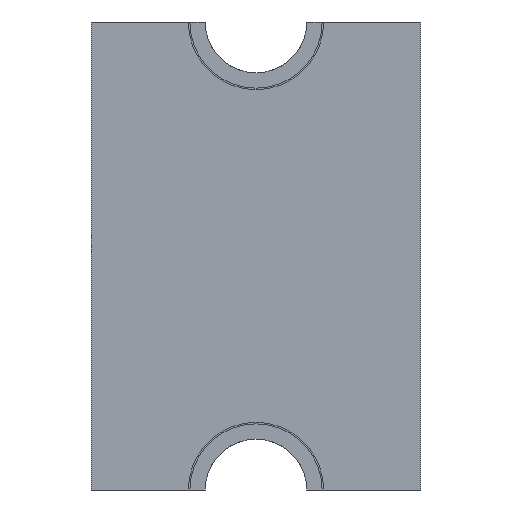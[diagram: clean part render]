
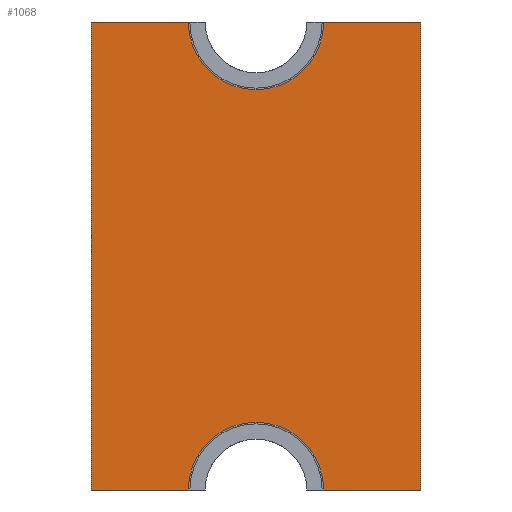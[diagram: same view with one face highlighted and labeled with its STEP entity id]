
A CAD part, front view. The second image highlights one B-rep face of the part: STEP entity #1068.
In plain terms, the highlighted planar face has unit normal (0, -1, 0).
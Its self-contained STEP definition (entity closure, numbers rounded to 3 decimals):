
#16 = PLANE ( 'NONE',  #157 ) ;
#22 = DIRECTION ( 'NONE',  ( 0., 0., 1. ) ) ;
#28 = ORIENTED_EDGE ( 'NONE', *, *, #536, .F. ) ;
#32 = VERTEX_POINT ( 'NONE', #599 ) ;
#37 = CARTESIAN_POINT ( 'NONE',  ( 1.62, 0., 0. ) ) ;
#51 = VECTOR ( 'NONE', #327, 1000. ) ;
#60 = CARTESIAN_POINT ( 'NONE',  ( 0.665, 0., -2.3 ) ) ;
#67 = VERTEX_POINT ( 'NONE', #1241 ) ;
#75 = CARTESIAN_POINT ( 'NONE',  ( -0.665, 0., -2.3 ) ) ;
#119 = CIRCLE ( 'NONE', #579, 0.665 ) ;
#120 = CARTESIAN_POINT ( 'NONE',  ( 0., 0., 2.3 ) ) ;
#141 = DIRECTION ( 'NONE',  ( 0., -1., 0. ) ) ;
#157 = AXIS2_PLACEMENT_3D ( 'NONE', #1090, #611, #22 ) ;
#171 = VERTEX_POINT ( 'NONE', #75 ) ;
#176 = EDGE_CURVE ( 'NONE', #602, #199, #119, .T. ) ;
#199 = VERTEX_POINT ( 'NONE', #553 ) ;
#204 = VERTEX_POINT ( 'NONE', #1133 ) ;
#206 = ORIENTED_EDGE ( 'NONE', *, *, #1172, .F. ) ;
#232 = CARTESIAN_POINT ( 'NONE',  ( -0.665, 0., 2.3 ) ) ;
#297 = VERTEX_POINT ( 'NONE', #1209 ) ;
#311 = VERTEX_POINT ( 'NONE', #524 ) ;
#312 = LINE ( 'NONE', #712, #51 ) ;
#315 = DIRECTION ( 'NONE',  ( 1., 0., 0. ) ) ;
#327 = DIRECTION ( 'NONE',  ( -1., 0., 0. ) ) ;
#334 = VECTOR ( 'NONE', #434, 1000. ) ;
#352 = EDGE_CURVE ( 'NONE', #32, #392, #1194, .T. ) ;
#392 = VERTEX_POINT ( 'NONE', #60 ) ;
#404 = FACE_OUTER_BOUND ( 'NONE', #768, .T. ) ;
#415 = AXIS2_PLACEMENT_3D ( 'NONE', #718, #141, #829 ) ;
#434 = DIRECTION ( 'NONE',  ( 0., 0., -1. ) ) ;
#437 = EDGE_CURVE ( 'NONE', #297, #32, #592, .T. ) ;
#517 = ORIENTED_EDGE ( 'NONE', *, *, #1154, .F. ) ;
#523 = DIRECTION ( 'NONE',  ( 0., -1., 0. ) ) ;
#524 = CARTESIAN_POINT ( 'NONE',  ( -1.62, 0., 2.3 ) ) ;
#536 = EDGE_CURVE ( 'NONE', #67, #311, #957, .T. ) ;
#541 = CIRCLE ( 'NONE', #415, 0.665 ) ;
#542 = EDGE_CURVE ( 'NONE', #204, #297, #985, .T. ) ;
#553 = CARTESIAN_POINT ( 'NONE',  ( 0., 0., 1.635 ) ) ;
#557 = DIRECTION ( 'NONE',  ( 0., 0., -1. ) ) ;
#579 = AXIS2_PLACEMENT_3D ( 'NONE', #662, #1224, #557 ) ;
#592 = LINE ( 'NONE', #37, #334 ) ;
#599 = CARTESIAN_POINT ( 'NONE',  ( 1.62, 0., -2.3 ) ) ;
#602 = VERTEX_POINT ( 'NONE', #232 ) ;
#606 = CIRCLE ( 'NONE', #1198, 0.665 ) ;
#611 = DIRECTION ( 'NONE',  ( 0., 1., 0. ) ) ;
#612 = EDGE_CURVE ( 'NONE', #392, #171, #606, .T. ) ;
#662 = CARTESIAN_POINT ( 'NONE',  ( 0., 0., 2.3 ) ) ;
#683 = ORIENTED_EDGE ( 'NONE', *, *, #1187, .F. ) ;
#686 = VECTOR ( 'NONE', #953, 1000. ) ;
#697 = VECTOR ( 'NONE', #800, 1000. ) ;
#712 = CARTESIAN_POINT ( 'NONE',  ( 0., 0., -2.3 ) ) ;
#718 = CARTESIAN_POINT ( 'NONE',  ( 0., 0., 2.3 ) ) ;
#756 = ORIENTED_EDGE ( 'NONE', *, *, #612, .F. ) ;
#768 = EDGE_LOOP ( 'NONE', ( #28, #517, #756, #1065, #906, #1099, #206, #1054, #683 ) ) ;
#773 = LINE ( 'NONE', #916, #998 ) ;
#800 = DIRECTION ( 'NONE',  ( 0., 0., 1. ) ) ;
#826 = CARTESIAN_POINT ( 'NONE',  ( 0., 0., -2.3 ) ) ;
#829 = DIRECTION ( 'NONE',  ( 0., 0., -1. ) ) ;
#899 = CARTESIAN_POINT ( 'NONE',  ( -1.62, 0., 0. ) ) ;
#906 = ORIENTED_EDGE ( 'NONE', *, *, #437, .F. ) ;
#916 = CARTESIAN_POINT ( 'NONE',  ( 0., 0., 2.3 ) ) ;
#953 = DIRECTION ( 'NONE',  ( -1., 0., 0. ) ) ;
#957 = LINE ( 'NONE', #899, #697 ) ;
#985 = LINE ( 'NONE', #120, #1205 ) ;
#998 = VECTOR ( 'NONE', #1015, 1000. ) ;
#1015 = DIRECTION ( 'NONE',  ( 1., 0., 0. ) ) ;
#1054 = ORIENTED_EDGE ( 'NONE', *, *, #176, .F. ) ;
#1065 = ORIENTED_EDGE ( 'NONE', *, *, #352, .F. ) ;
#1068 = ADVANCED_FACE ( 'NONE', ( #404 ), #16, .F. ) ;
#1090 = CARTESIAN_POINT ( 'NONE',  ( 0., 0., 0. ) ) ;
#1099 = ORIENTED_EDGE ( 'NONE', *, *, #542, .F. ) ;
#1103 = DIRECTION ( 'NONE',  ( 0., 0., -1. ) ) ;
#1133 = CARTESIAN_POINT ( 'NONE',  ( 0.665, 0., 2.3 ) ) ;
#1154 = EDGE_CURVE ( 'NONE', #171, #67, #312, .T. ) ;
#1172 = EDGE_CURVE ( 'NONE', #199, #204, #541, .T. ) ;
#1187 = EDGE_CURVE ( 'NONE', #311, #602, #773, .T. ) ;
#1194 = LINE ( 'NONE', #826, #686 ) ;
#1197 = CARTESIAN_POINT ( 'NONE',  ( 0., 0., -2.3 ) ) ;
#1198 = AXIS2_PLACEMENT_3D ( 'NONE', #1197, #523, #1103 ) ;
#1205 = VECTOR ( 'NONE', #315, 1000. ) ;
#1209 = CARTESIAN_POINT ( 'NONE',  ( 1.62, 0., 2.3 ) ) ;
#1224 = DIRECTION ( 'NONE',  ( 0., -1., 0. ) ) ;
#1241 = CARTESIAN_POINT ( 'NONE',  ( -1.62, 0., -2.3 ) ) ;
